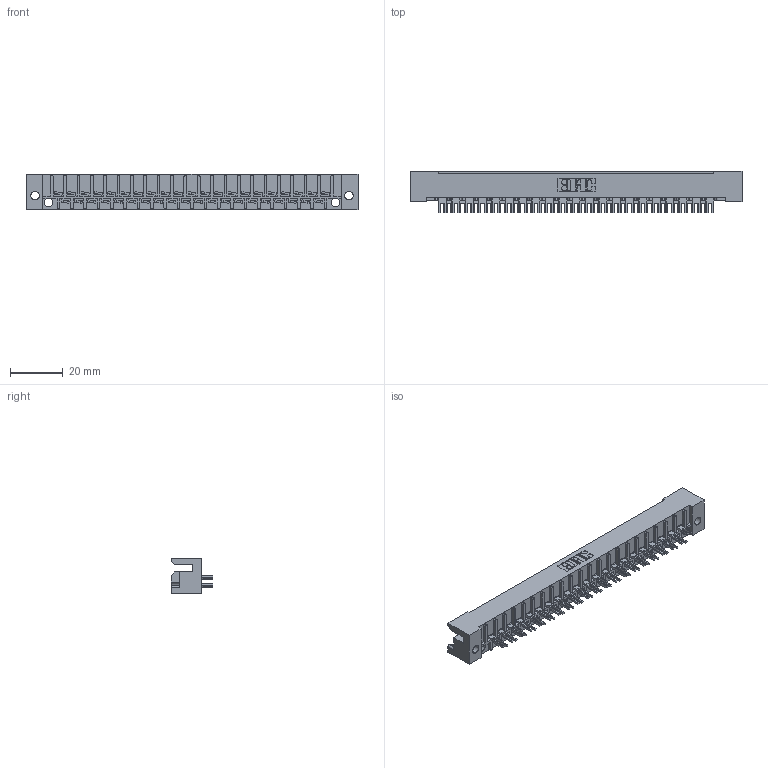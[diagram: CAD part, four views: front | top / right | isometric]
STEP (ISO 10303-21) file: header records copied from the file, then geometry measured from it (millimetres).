
FILE_DESCRIPTION (( 'STEP AP203' ), '1' );
FILE_NAME ('424-041-502-122.STEP', '2019-11-27T20:34:59', ( '' ), ( '' ), 'SwSTEP 2.0', 'SolidWorks 2016', '' );
FILE_SCHEMA (( 'CONFIG_CONTROL_DESIGN' ));
Length unit declared in the file: inch
Products named in the file (3): 408-290-001_408-290-102; 424 Part_041; 424-041-502-122
Assembly tree (42 placements, depth 2):
  424-041-502-122
    424 Part_041
    408-290-001_408-290-102  x41
Bounding box: 126.24 x 15.77 x 13.49 mm (x, y, z)
Volume: 13158.5 mm3; surface area: 17610.5 mm2
Topology: 42 solids, 42 shells, 2318 faces, 6364 edges, 4132 vertices
Faces by surface type: plane 1770, cylinder 384, bspline 164
Entity records: 30823 total; most frequent: CARTESIAN_POINT 5315, ORIENTED_EDGE 5208, DIRECTION 4726, EDGE_CURVE 2604, VECTOR 2312, LINE 2312, VERTEX_POINT 1732, AXIS2_PLACEMENT_3D 1207
